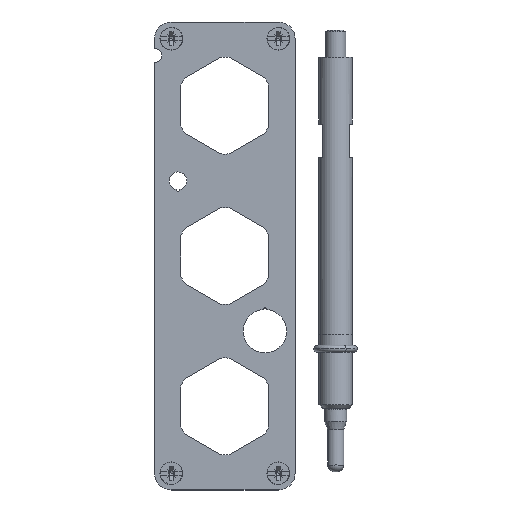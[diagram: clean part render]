
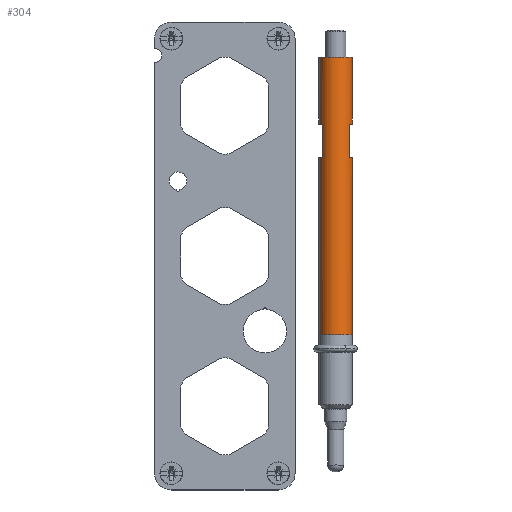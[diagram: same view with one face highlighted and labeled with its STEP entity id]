
A CAD part, top view. The second image highlights one B-rep face of the part: STEP entity #304.
In plain terms, the highlighted cylindrical face has radius 5 mm (diameter 10 mm), a partial arc.
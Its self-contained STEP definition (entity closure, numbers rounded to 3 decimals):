
#189=AXIS2_PLACEMENT_3D('Circle Axis2P3D',#187,#188,$) ;
#213=AXIS2_PLACEMENT_3D('Cylinder Axis2P3D',#210,#211,#212) ;
#226=AXIS2_PLACEMENT_3D('Circle Axis2P3D',#224,#225,$) ;
#240=AXIS2_PLACEMENT_3D('Circle Axis2P3D',#238,#239,$) ;
#254=AXIS2_PLACEMENT_3D('Circle Axis2P3D',#252,#253,$) ;
#273=AXIS2_PLACEMENT_3D('Circle Axis2P3D',#271,#272,$) ;
#287=AXIS2_PLACEMENT_3D('Circle Axis2P3D',#285,#286,$) ;
#187=CARTESIAN_POINT('Axis2P3D Location',(54.155,129.484,8.263)) ;
#191=CARTESIAN_POINT('Vertex',(49.767,129.484,10.66)) ;
#193=CARTESIAN_POINT('Vertex',(58.543,129.484,5.865)) ;
#210=CARTESIAN_POINT('Axis2P3D Location',(54.155,67.484,8.263)) ;
#215=CARTESIAN_POINT('Line Origine',(49.767,67.484,10.66)) ;
#219=CARTESIAN_POINT('Vertex',(49.767,99.484,10.66)) ;
#221=CARTESIAN_POINT('Vertex',(49.767,46.484,10.66)) ;
#224=CARTESIAN_POINT('Axis2P3D Location',(54.155,46.484,8.263)) ;
#228=CARTESIAN_POINT('Vertex',(58.543,46.484,5.865)) ;
#231=CARTESIAN_POINT('Line Origine',(58.543,67.484,5.865)) ;
#235=CARTESIAN_POINT('Vertex',(58.543,99.484,5.865)) ;
#238=CARTESIAN_POINT('Axis2P3D Location',(54.155,99.484,8.263)) ;
#242=CARTESIAN_POINT('Vertex',(58.155,99.484,11.263)) ;
#245=CARTESIAN_POINT('Line Origine',(58.155,67.484,11.263)) ;
#249=CARTESIAN_POINT('Vertex',(58.155,109.484,11.263)) ;
#252=CARTESIAN_POINT('Axis2P3D Location',(54.155,109.484,8.263)) ;
#256=CARTESIAN_POINT('Vertex',(58.543,109.484,5.865)) ;
#259=CARTESIAN_POINT('Line Origine',(58.543,67.484,5.865)) ;
#264=CARTESIAN_POINT('Line Origine',(49.767,67.484,10.66)) ;
#268=CARTESIAN_POINT('Vertex',(49.767,109.484,10.66)) ;
#271=CARTESIAN_POINT('Axis2P3D Location',(54.155,109.484,8.263)) ;
#275=CARTESIAN_POINT('Vertex',(50.155,109.484,11.263)) ;
#278=CARTESIAN_POINT('Line Origine',(50.155,67.484,11.263)) ;
#282=CARTESIAN_POINT('Vertex',(50.155,99.484,11.263)) ;
#285=CARTESIAN_POINT('Axis2P3D Location',(54.155,99.484,8.263)) ;
#188=DIRECTION('Axis2P3D Direction',(0.,1.,0.)) ;
#211=DIRECTION('Axis2P3D Direction',(0.,1.,0.)) ;
#212=DIRECTION('Axis2P3D XDirection',(-0.878,0.,0.479)) ;
#216=DIRECTION('Vector Direction',(0.,1.,0.)) ;
#225=DIRECTION('Axis2P3D Direction',(0.,1.,0.)) ;
#232=DIRECTION('Vector Direction',(0.,1.,0.)) ;
#239=DIRECTION('Axis2P3D Direction',(0.,1.,0.)) ;
#246=DIRECTION('Vector Direction',(0.,1.,0.)) ;
#253=DIRECTION('Axis2P3D Direction',(0.,1.,0.)) ;
#260=DIRECTION('Vector Direction',(0.,1.,0.)) ;
#265=DIRECTION('Vector Direction',(0.,1.,0.)) ;
#272=DIRECTION('Axis2P3D Direction',(0.,1.,0.)) ;
#279=DIRECTION('Vector Direction',(0.,1.,0.)) ;
#286=DIRECTION('Axis2P3D Direction',(0.,1.,0.)) ;
#217=VECTOR('Line Direction',#216,1.) ;
#233=VECTOR('Line Direction',#232,1.) ;
#247=VECTOR('Line Direction',#246,1.) ;
#261=VECTOR('Line Direction',#260,1.) ;
#266=VECTOR('Line Direction',#265,1.) ;
#280=VECTOR('Line Direction',#279,1.) ;
#291=ORIENTED_EDGE('',*,*,#223,.T.) ;
#292=ORIENTED_EDGE('',*,*,#230,.T.) ;
#293=ORIENTED_EDGE('',*,*,#237,.F.) ;
#294=ORIENTED_EDGE('',*,*,#244,.F.) ;
#295=ORIENTED_EDGE('',*,*,#251,.F.) ;
#296=ORIENTED_EDGE('',*,*,#258,.T.) ;
#297=ORIENTED_EDGE('',*,*,#263,.F.) ;
#298=ORIENTED_EDGE('',*,*,#195,.F.) ;
#299=ORIENTED_EDGE('',*,*,#270,.T.) ;
#300=ORIENTED_EDGE('',*,*,#277,.T.) ;
#301=ORIENTED_EDGE('',*,*,#284,.T.) ;
#302=ORIENTED_EDGE('',*,*,#289,.F.) ;
#304=ADVANCED_FACE('Hauptk\X2\00F6\X0\rper',(#303),#214,.T.) ;
#190=CIRCLE('generated circle',#189,5.) ;
#227=CIRCLE('generated circle',#226,5.) ;
#241=CIRCLE('generated circle',#240,5.) ;
#255=CIRCLE('generated circle',#254,5.) ;
#274=CIRCLE('generated circle',#273,5.) ;
#288=CIRCLE('generated circle',#287,5.) ;
#214=CYLINDRICAL_SURFACE('generated cylinder',#213,5.) ;
#195=EDGE_CURVE('',#192,#194,#190,.T.) ;
#223=EDGE_CURVE('',#220,#222,#218,.F.) ;
#230=EDGE_CURVE('',#222,#229,#227,.T.) ;
#237=EDGE_CURVE('',#236,#229,#234,.F.) ;
#244=EDGE_CURVE('',#243,#236,#241,.T.) ;
#251=EDGE_CURVE('',#250,#243,#248,.F.) ;
#258=EDGE_CURVE('',#250,#257,#255,.T.) ;
#263=EDGE_CURVE('',#194,#257,#262,.F.) ;
#270=EDGE_CURVE('',#192,#269,#267,.F.) ;
#277=EDGE_CURVE('',#269,#276,#274,.T.) ;
#284=EDGE_CURVE('',#276,#283,#281,.F.) ;
#289=EDGE_CURVE('',#220,#283,#288,.T.) ;
#290=EDGE_LOOP('',(#291,#292,#293,#294,#295,#296,#297,#298,#299,#300,#301,#302)) ;
#303=FACE_OUTER_BOUND('',#290,.T.) ;
#218=LINE('Line',#215,#217) ;
#234=LINE('Line',#231,#233) ;
#248=LINE('Line',#245,#247) ;
#262=LINE('Line',#259,#261) ;
#267=LINE('Line',#264,#266) ;
#281=LINE('Line',#278,#280) ;
#192=VERTEX_POINT('',#191) ;
#194=VERTEX_POINT('',#193) ;
#220=VERTEX_POINT('',#219) ;
#222=VERTEX_POINT('',#221) ;
#229=VERTEX_POINT('',#228) ;
#236=VERTEX_POINT('',#235) ;
#243=VERTEX_POINT('',#242) ;
#250=VERTEX_POINT('',#249) ;
#257=VERTEX_POINT('',#256) ;
#269=VERTEX_POINT('',#268) ;
#276=VERTEX_POINT('',#275) ;
#283=VERTEX_POINT('',#282) ;
